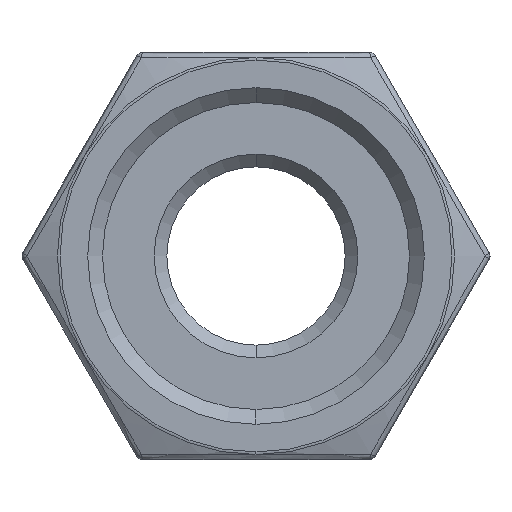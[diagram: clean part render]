
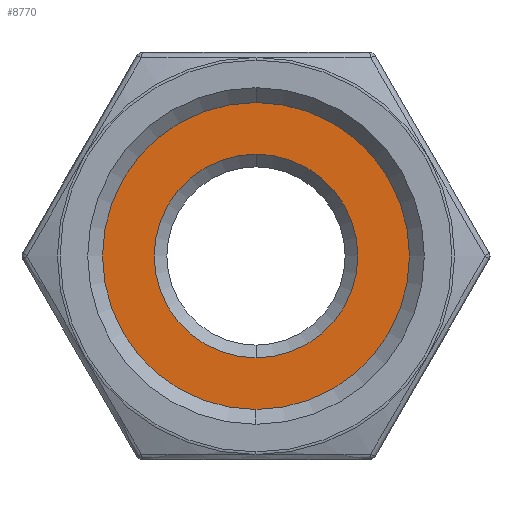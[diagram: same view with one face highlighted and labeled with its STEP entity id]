
A CAD part, left-side view. The second image highlights one B-rep face of the part: STEP entity #8770.
In plain terms, the highlighted planar face has unit normal (-1, 0, 0).
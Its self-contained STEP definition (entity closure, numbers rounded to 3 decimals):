
#393 = EDGE_LOOP ( 'NONE', ( #12658, #11862 ) ) ;
#677 = DIRECTION ( 'NONE',  ( 1., 0., 0. ) ) ;
#830 = CARTESIAN_POINT ( 'NONE',  ( -45., 0., 0. ) ) ;
#858 = CARTESIAN_POINT ( 'NONE',  ( -45., 0., 0. ) ) ;
#2723 = FACE_BOUND ( 'NONE', #3709, .T. ) ;
#2944 = ORIENTED_EDGE ( 'NONE', *, *, #9956, .T. ) ;
#3021 = EDGE_CURVE ( 'NONE', #13057, #7901, #7696, .T. ) ;
#3709 = EDGE_LOOP ( 'NONE', ( #2944, #3710 ) ) ;
#3710 = ORIENTED_EDGE ( 'NONE', *, *, #10500, .T. ) ;
#4673 = CARTESIAN_POINT ( 'NONE',  ( -45., 12.06, 0. ) ) ;
#4751 = AXIS2_PLACEMENT_3D ( 'NONE', #11578, #677, #6299 ) ;
#4836 = DIRECTION ( 'NONE',  ( 0., 0., 1. ) ) ;
#5182 = DIRECTION ( 'NONE',  ( 0., 0., -1. ) ) ;
#6224 = CARTESIAN_POINT ( 'NONE',  ( -45., 0., -12.06 ) ) ;
#6299 = DIRECTION ( 'NONE',  ( 0., 0., -1. ) ) ;
#6412 = CIRCLE ( 'NONE', #4751, 12.06 ) ;
#6597 = VERTEX_POINT ( 'NONE', #12722 ) ;
#7696 = CIRCLE ( 'NONE', #11376, 12.06 ) ;
#7840 = CIRCLE ( 'NONE', #14097, 8. ) ;
#7860 = DIRECTION ( 'NONE',  ( 0., 0., 1. ) ) ;
#7901 = VERTEX_POINT ( 'NONE', #6224 ) ;
#8770 = ADVANCED_FACE ( 'NONE', ( #2723, #12360 ), #11473, .T. ) ;
#9956 = EDGE_CURVE ( 'NONE', #14046, #6597, #15374, .T. ) ;
#10500 = EDGE_CURVE ( 'NONE', #6597, #14046, #7840, .T. ) ;
#11376 = AXIS2_PLACEMENT_3D ( 'NONE', #830, #17457, #5182 ) ;
#11473 = PLANE ( 'NONE',  #11698 ) ;
#11530 = DIRECTION ( 'NONE',  ( 0., 0., 1. ) ) ;
#11578 = CARTESIAN_POINT ( 'NONE',  ( -45., 0., 0. ) ) ;
#11585 = DIRECTION ( 'NONE',  ( -1., 0., 0. ) ) ;
#11698 = AXIS2_PLACEMENT_3D ( 'NONE', #4673, #11585, #11530 ) ;
#11862 = ORIENTED_EDGE ( 'NONE', *, *, #3021, .F. ) ;
#12360 = FACE_OUTER_BOUND ( 'NONE', #393, .T. ) ;
#12658 = ORIENTED_EDGE ( 'NONE', *, *, #15182, .F. ) ;
#12722 = CARTESIAN_POINT ( 'NONE',  ( -45., 0., -8. ) ) ;
#13020 = DIRECTION ( 'NONE',  ( 1., 0., 0. ) ) ;
#13057 = VERTEX_POINT ( 'NONE', #16080 ) ;
#13789 = CARTESIAN_POINT ( 'NONE',  ( -45., 0., 8. ) ) ;
#14046 = VERTEX_POINT ( 'NONE', #13789 ) ;
#14097 = AXIS2_PLACEMENT_3D ( 'NONE', #17338, #13020, #4836 ) ;
#14636 = DIRECTION ( 'NONE',  ( 1., 0., 0. ) ) ;
#15182 = EDGE_CURVE ( 'NONE', #7901, #13057, #6412, .T. ) ;
#15374 = CIRCLE ( 'NONE', #17884, 8. ) ;
#16080 = CARTESIAN_POINT ( 'NONE',  ( -45., 0., 12.06 ) ) ;
#17338 = CARTESIAN_POINT ( 'NONE',  ( -45., 0., 0. ) ) ;
#17457 = DIRECTION ( 'NONE',  ( 1., 0., 0. ) ) ;
#17884 = AXIS2_PLACEMENT_3D ( 'NONE', #858, #14636, #7860 ) ;
